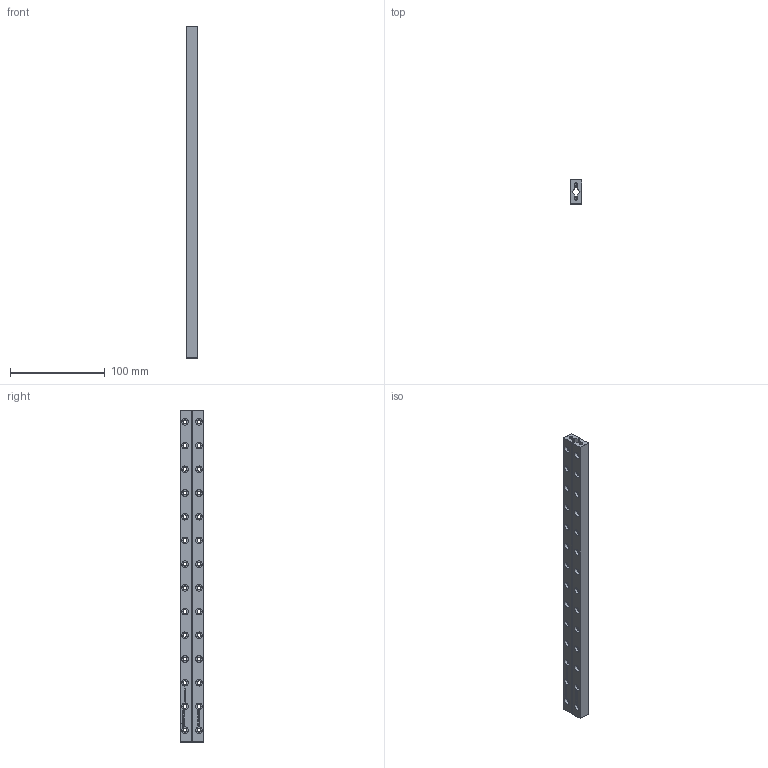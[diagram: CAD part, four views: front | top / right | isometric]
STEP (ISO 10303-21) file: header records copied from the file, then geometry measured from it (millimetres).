
FILE_DESCRIPTION(('FreeCAD Model'),'2;1');
FILE_NAME('RNG 6-350.step' ,'2020-08-08T15:36:09',('Author'),(''), 'Open CASCADE STEP processor 6.8','FreeCAD','Unknown');
FILE_SCHEMA(('AUTOMOTIVE_DESIGN_CC2 { 1 2 10303 214 -1 1 5 4 }'));
Length unit declared in the file: millimetre
Products named in the file (2): ASSEMBLY; Schienenpaar
Assembly tree (1 placements, depth 2):
  ASSEMBLY
    Schienenpaar
Bounding box: 12 x 25 x 350 mm (x, y, z)
Volume: 79787.3 mm3; surface area: 42692.1 mm2
Topology: 2 solids, 2 shells, 811 faces, 2219 edges, 1462 vertices
Faces by surface type: extrusion 459, plane 254, cylinder 62, cone 36
Full cylindrical faces by diameter (mm): 3 x4, 4 x28, 7 x28
Entity records: 63183 total; most frequent: CARTESIAN_POINT 22031, DIRECTION 5892, VECTOR 4762, ORIENTED_EDGE 4430, PCURVE 4430, DEFINITIONAL_REPRESENTATION 4430, LINE 4303, B_SPLINE_CURVE_WITH_KNOTS 2513
